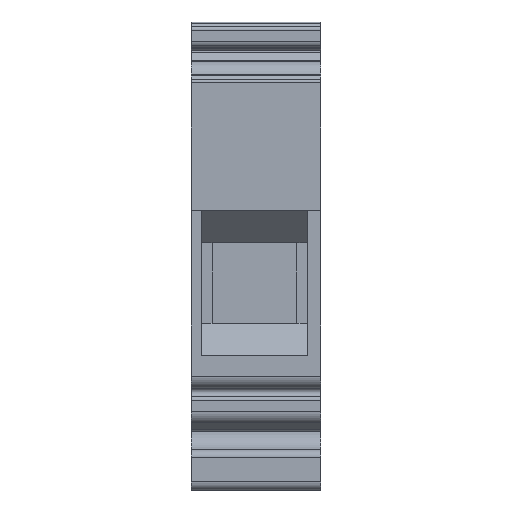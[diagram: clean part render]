
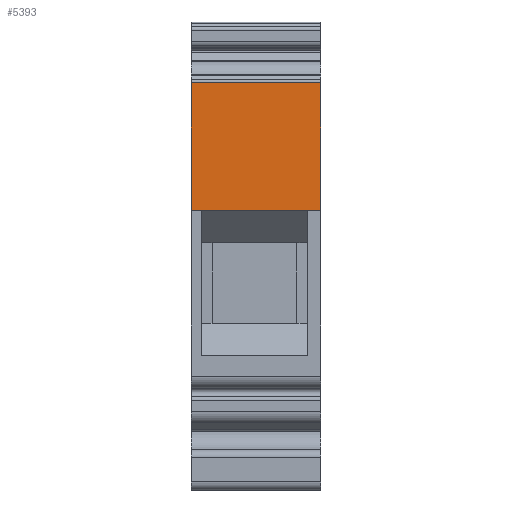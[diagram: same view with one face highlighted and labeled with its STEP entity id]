
A CAD part, left-side view. The second image highlights one B-rep face of the part: STEP entity #5393.
In plain terms, the highlighted planar face has unit normal (-1, 0, 0).
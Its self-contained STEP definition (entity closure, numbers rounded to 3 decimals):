
#340 = ORIENTED_EDGE ( 'NONE', *, *, #3251, .T. ) ;
#453 = VERTEX_POINT ( 'NONE', #1890 ) ;
#617 = DIRECTION ( 'NONE',  ( 0., 0., 1. ) ) ;
#732 = CARTESIAN_POINT ( 'NONE',  ( -42.6, 16., 12.6 ) ) ;
#1037 = DIRECTION ( 'NONE',  ( 0., -1., 0. ) ) ;
#1088 = PLANE ( 'NONE',  #5077 ) ;
#1299 = CARTESIAN_POINT ( 'NONE',  ( -42.6, 16., 44.172 ) ) ;
#1377 = EDGE_CURVE ( 'NONE', #3116, #453, #3854, .T. ) ;
#1442 = EDGE_CURVE ( 'NONE', #3624, #5752, #4906, .T. ) ;
#1494 = CARTESIAN_POINT ( 'NONE',  ( -42.6, 16., 44.172 ) ) ;
#1507 = CARTESIAN_POINT ( 'NONE',  ( -42.6, 16., 44.172 ) ) ;
#1523 = VECTOR ( 'NONE', #1744, 1000. ) ;
#1533 = CARTESIAN_POINT ( 'NONE',  ( -42.6, 0., 28.342 ) ) ;
#1624 = DIRECTION ( 'NONE',  ( 1., 0., 0. ) ) ;
#1729 = EDGE_LOOP ( 'NONE', ( #3531, #340, #5428, #3983 ) ) ;
#1744 = DIRECTION ( 'NONE',  ( 0., 0., 1. ) ) ;
#1890 = CARTESIAN_POINT ( 'NONE',  ( -42.6, 16., 28.342 ) ) ;
#2034 = VECTOR ( 'NONE', #4806, 1000. ) ;
#2044 = CARTESIAN_POINT ( 'NONE',  ( -42.6, 0., 44.172 ) ) ;
#2273 = CARTESIAN_POINT ( 'NONE',  ( -42.6, 0., 44.172 ) ) ;
#2915 = CARTESIAN_POINT ( 'NONE',  ( -42.6, 0., 28.342 ) ) ;
#3116 = VERTEX_POINT ( 'NONE', #1533 ) ;
#3251 = EDGE_CURVE ( 'NONE', #3116, #5752, #3628, .T. ) ;
#3531 = ORIENTED_EDGE ( 'NONE', *, *, #1377, .F. ) ;
#3578 = EDGE_CURVE ( 'NONE', #453, #3624, #3648, .T. ) ;
#3624 = VERTEX_POINT ( 'NONE', #1299 ) ;
#3628 = LINE ( 'NONE', #2273, #1523 ) ;
#3648 = LINE ( 'NONE', #732, #6207 ) ;
#3854 = LINE ( 'NONE', #2915, #2034 ) ;
#3983 = ORIENTED_EDGE ( 'NONE', *, *, #3578, .F. ) ;
#4628 = DIRECTION ( 'NONE',  ( 0., 0., 1. ) ) ;
#4806 = DIRECTION ( 'NONE',  ( 0., 1., 0. ) ) ;
#4906 = LINE ( 'NONE', #1507, #5664 ) ;
#5077 = AXIS2_PLACEMENT_3D ( 'NONE', #1494, #1624, #617 ) ;
#5393 = ADVANCED_FACE ( 'NONE', ( #5938 ), #1088, .F. ) ;
#5428 = ORIENTED_EDGE ( 'NONE', *, *, #1442, .F. ) ;
#5664 = VECTOR ( 'NONE', #1037, 1000. ) ;
#5752 = VERTEX_POINT ( 'NONE', #2044 ) ;
#5938 = FACE_OUTER_BOUND ( 'NONE', #1729, .T. ) ;
#6207 = VECTOR ( 'NONE', #4628, 1000. ) ;
